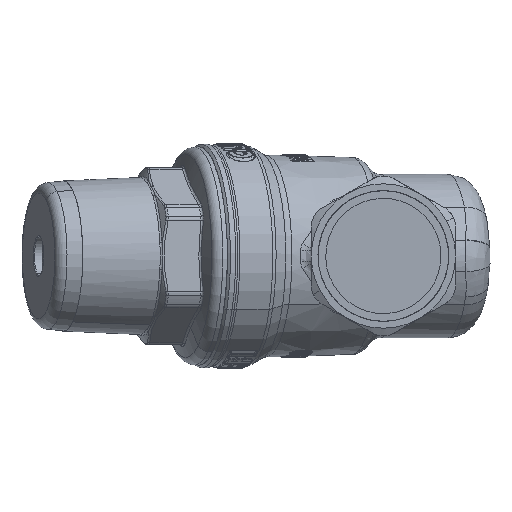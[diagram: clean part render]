
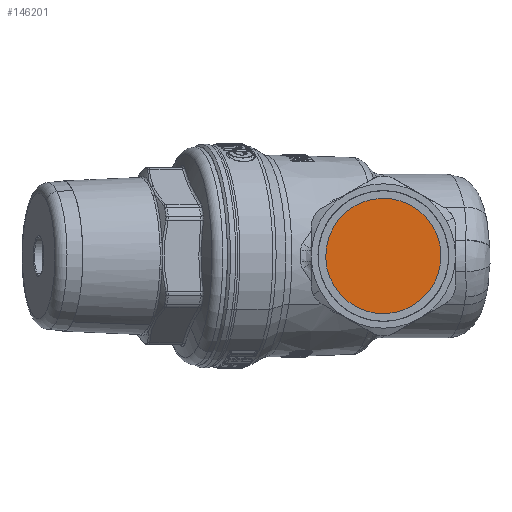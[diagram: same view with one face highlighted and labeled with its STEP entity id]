
A CAD part, left-side view. The second image highlights one B-rep face of the part: STEP entity #146201.
In plain terms, the highlighted planar face has unit normal (-1, 0, 0).
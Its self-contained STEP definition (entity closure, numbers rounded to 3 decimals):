
#146178=CARTESIAN_POINT('Axis2P3D Location',(-49.182,0.,0.)) ;
#146183=CARTESIAN_POINT('Axis2P3D Location',(-49.182,0.,0.)) ;
#146187=CARTESIAN_POINT('Vertex',(-49.182,-1.649,11.785)) ;
#146189=CARTESIAN_POINT('Vertex',(-49.182,1.649,-11.785)) ;
#146192=CARTESIAN_POINT('Axis2P3D Location',(-49.182,0.,0.)) ;
#146179=DIRECTION('Axis2P3D Direction',(-1.,0.,0.)) ;
#146180=DIRECTION('Axis2P3D XDirection',(0.,-1.,0.)) ;
#146184=DIRECTION('Axis2P3D Direction',(-1.,0.,0.)) ;
#146193=DIRECTION('Axis2P3D Direction',(-1.,0.,0.)) ;
#146181=AXIS2_PLACEMENT_3D('Plane Axis2P3D',#146178,#146179,#146180) ;
#146185=AXIS2_PLACEMENT_3D('Circle Axis2P3D',#146183,#146184,$) ;
#146194=AXIS2_PLACEMENT_3D('Circle Axis2P3D',#146192,#146193,$) ;
#146186=CIRCLE('generated circle',#146185,11.9) ;
#146195=CIRCLE('generated circle',#146194,11.9) ;
#146182=PLANE('',#146181) ;
#146191=EDGE_CURVE('',#146188,#146190,#146186,.T.) ;
#146196=EDGE_CURVE('',#146190,#146188,#146195,.T.) ;
#146198=ORIENTED_EDGE('',*,*,#146191,.T.) ;
#146199=ORIENTED_EDGE('',*,*,#146196,.T.) ;
#146197=EDGE_LOOP('',(#146198,#146199)) ;
#146188=VERTEX_POINT('',#146187) ;
#146190=VERTEX_POINT('',#146189) ;
#146201=ADVANCED_FACE('PartBody',(#146200),#146182,.T.) ;
#146200=FACE_OUTER_BOUND('',#146197,.T.) ;
